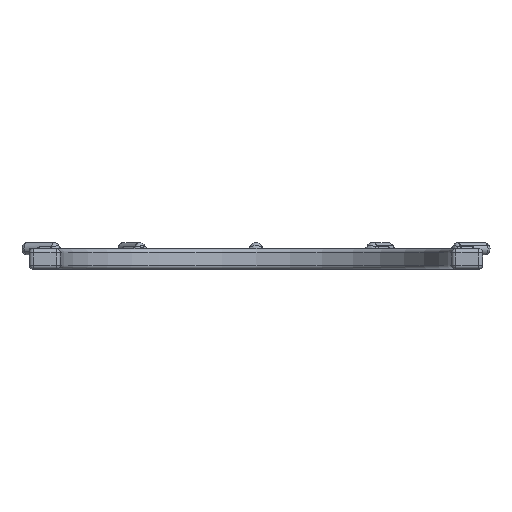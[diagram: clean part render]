
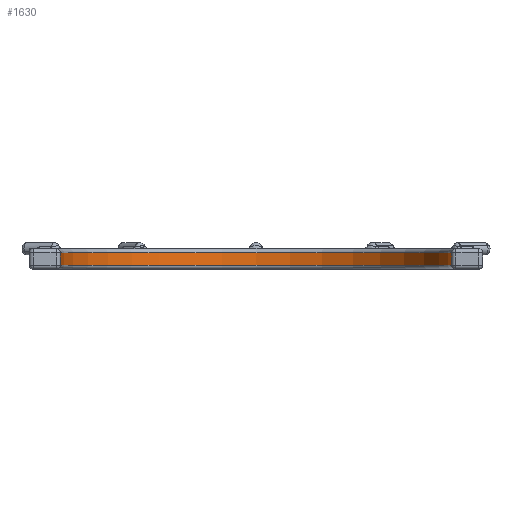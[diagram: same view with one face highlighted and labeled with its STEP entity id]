
A CAD part, front view. The second image highlights one B-rep face of the part: STEP entity #1630.
In plain terms, the highlighted cylindrical face has radius 95 mm (diameter 190 mm), a partial arc.
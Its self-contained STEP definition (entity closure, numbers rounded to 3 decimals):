
#1538=CARTESIAN_POINT('Vertex',(-94.98,1.959,2.)) ;
#1554=CARTESIAN_POINT('Vertex',(94.98,1.959,2.)) ;
#1557=CARTESIAN_POINT('Axis2P3D Location',(0.,0.,2.)) ;
#1600=CARTESIAN_POINT('Axis2P3D Location',(0.,0.,5.)) ;
#1605=CARTESIAN_POINT('Line Origine',(94.98,1.959,5.)) ;
#1609=CARTESIAN_POINT('Vertex',(94.98,1.959,8.)) ;
#1612=CARTESIAN_POINT('Axis2P3D Location',(0.,0.,8.)) ;
#1616=CARTESIAN_POINT('Vertex',(-94.98,1.959,8.)) ;
#1619=CARTESIAN_POINT('Line Origine',(-94.98,1.959,5.)) ;
#1558=DIRECTION('Axis2P3D Direction',(-0.,0.,1.)) ;
#1601=DIRECTION('Axis2P3D Direction',(0.,0.,1.)) ;
#1602=DIRECTION('Axis2P3D XDirection',(1.,0.021,0.)) ;
#1606=DIRECTION('Vector Direction',(0.,0.,1.)) ;
#1613=DIRECTION('Axis2P3D Direction',(0.,0.,1.)) ;
#1620=DIRECTION('Vector Direction',(0.,0.,1.)) ;
#1559=AXIS2_PLACEMENT_3D('Circle Axis2P3D',#1557,#1558,$) ;
#1603=AXIS2_PLACEMENT_3D('Cylinder Axis2P3D',#1600,#1601,#1602) ;
#1614=AXIS2_PLACEMENT_3D('Circle Axis2P3D',#1612,#1613,$) ;
#1625=ORIENTED_EDGE('',*,*,#1611,.T.) ;
#1626=ORIENTED_EDGE('',*,*,#1618,.T.) ;
#1627=ORIENTED_EDGE('',*,*,#1623,.T.) ;
#1628=ORIENTED_EDGE('',*,*,#1561,.T.) ;
#1607=VECTOR('Line Direction',#1606,1.) ;
#1621=VECTOR('Line Direction',#1620,1.) ;
#1630=ADVANCED_FACE('PartBody',(#1629),#1604,.F.) ;
#1560=CIRCLE('generated circle',#1559,95.) ;
#1615=CIRCLE('generated circle',#1614,95.) ;
#1604=CYLINDRICAL_SURFACE('generated cylinder',#1603,95.) ;
#1561=EDGE_CURVE('',#1539,#1555,#1560,.F.) ;
#1611=EDGE_CURVE('',#1555,#1610,#1608,.T.) ;
#1618=EDGE_CURVE('',#1610,#1617,#1615,.T.) ;
#1623=EDGE_CURVE('',#1617,#1539,#1622,.F.) ;
#1624=EDGE_LOOP('',(#1625,#1626,#1627,#1628)) ;
#1629=FACE_OUTER_BOUND('',#1624,.T.) ;
#1608=LINE('Line',#1605,#1607) ;
#1622=LINE('Line',#1619,#1621) ;
#1539=VERTEX_POINT('',#1538) ;
#1555=VERTEX_POINT('',#1554) ;
#1610=VERTEX_POINT('',#1609) ;
#1617=VERTEX_POINT('',#1616) ;
